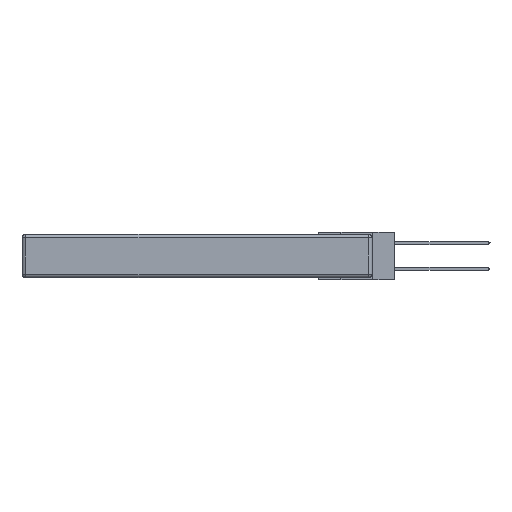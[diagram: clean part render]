
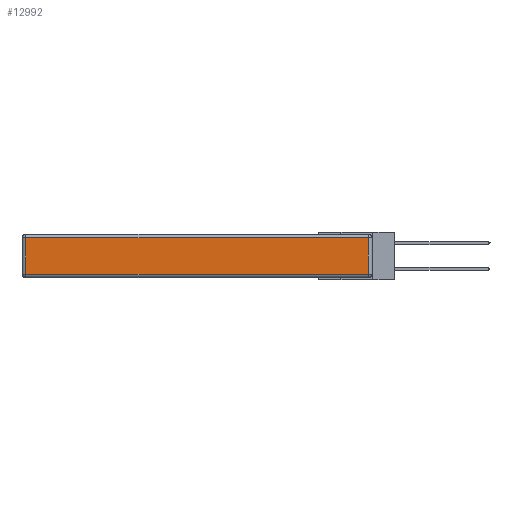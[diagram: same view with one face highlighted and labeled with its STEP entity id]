
A CAD part, left-side view. The second image highlights one B-rep face of the part: STEP entity #12992.
In plain terms, the highlighted planar face has unit normal (-1, 0, 0).
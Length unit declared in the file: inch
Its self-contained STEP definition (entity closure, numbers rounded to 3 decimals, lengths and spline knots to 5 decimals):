
#719 = LINE ( 'NONE', #22897, #21217 ) ;
#1744 = VECTOR ( 'NONE', #29244, 39.37008 ) ;
#1848 = ORIENTED_EDGE ( 'NONE', *, *, #8251, .T. ) ;
#2040 = EDGE_CURVE ( 'NONE', #19538, #2760, #719, .T. ) ;
#2099 = CARTESIAN_POINT ( 'NONE',  ( 0., 0.03, -0.313 ) ) ;
#2137 = ORIENTED_EDGE ( 'NONE', *, *, #27375, .T. ) ;
#2147 = DIRECTION ( 'NONE',  ( 0., 0., 1. ) ) ;
#2324 = LINE ( 'NONE', #11729, #27222 ) ;
#2760 = VERTEX_POINT ( 'NONE', #2099 ) ;
#3049 = EDGE_CURVE ( 'NONE', #21546, #19538, #17893, .T. ) ;
#3070 = CARTESIAN_POINT ( 'NONE',  ( 0., 0.03, -0.03 ) ) ;
#3443 = ORIENTED_EDGE ( 'NONE', *, *, #2040, .T. ) ;
#4615 = CARTESIAN_POINT ( 'NONE',  ( 0., 2.72, -0.03 ) ) ;
#4724 = ORIENTED_EDGE ( 'NONE', *, *, #3049, .T. ) ;
#7184 = VERTEX_POINT ( 'NONE', #3070 ) ;
#8251 = EDGE_CURVE ( 'NONE', #7184, #21546, #9733, .T. ) ;
#9332 = CARTESIAN_POINT ( 'NONE',  ( 0., 2.72, -0.313 ) ) ;
#9733 = LINE ( 'NONE', #22301, #1744 ) ;
#11729 = CARTESIAN_POINT ( 'NONE',  ( 0., 0.03, -0.343 ) ) ;
#12130 = CARTESIAN_POINT ( 'NONE',  ( 0., 2.72, -0.343 ) ) ;
#12992 = ADVANCED_FACE ( 'NONE', ( #15018 ), #16273, .T. ) ;
#14417 = AXIS2_PLACEMENT_3D ( 'NONE', #15858, #25286, #29984 ) ;
#15018 = FACE_OUTER_BOUND ( 'NONE', #15365, .T. ) ;
#15365 = EDGE_LOOP ( 'NONE', ( #3443, #2137, #1848, #4724 ) ) ;
#15858 = CARTESIAN_POINT ( 'NONE',  ( 0., 0., -0.343 ) ) ;
#16273 = PLANE ( 'NONE',  #14417 ) ;
#16884 = DIRECTION ( 'NONE',  ( 0., 0., -1. ) ) ;
#17893 = LINE ( 'NONE', #12130, #23734 ) ;
#19538 = VERTEX_POINT ( 'NONE', #9332 ) ;
#21089 = DIRECTION ( 'NONE',  ( 0., -1., 0. ) ) ;
#21217 = VECTOR ( 'NONE', #21089, 39.37008 ) ;
#21546 = VERTEX_POINT ( 'NONE', #4615 ) ;
#22301 = CARTESIAN_POINT ( 'NONE',  ( 0., 2.75, -0.03 ) ) ;
#22897 = CARTESIAN_POINT ( 'NONE',  ( 0., 0., -0.313 ) ) ;
#23734 = VECTOR ( 'NONE', #16884, 39.37008 ) ;
#25286 = DIRECTION ( 'NONE',  ( -1., 0., 0. ) ) ;
#27222 = VECTOR ( 'NONE', #2147, 39.37008 ) ;
#27375 = EDGE_CURVE ( 'NONE', #2760, #7184, #2324, .T. ) ;
#29244 = DIRECTION ( 'NONE',  ( 0., 1., 0. ) ) ;
#29984 = DIRECTION ( 'NONE',  ( 0., 0., 1. ) ) ;
